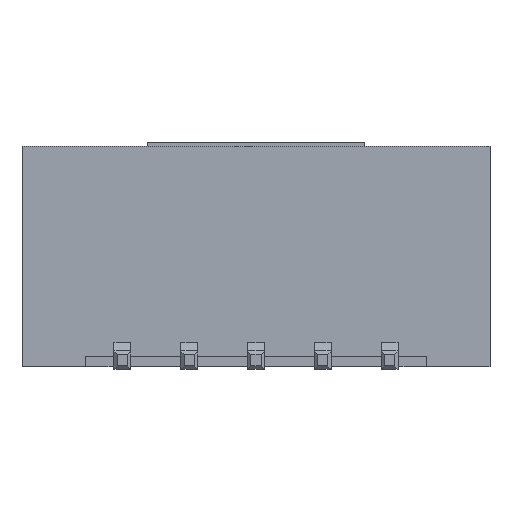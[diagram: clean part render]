
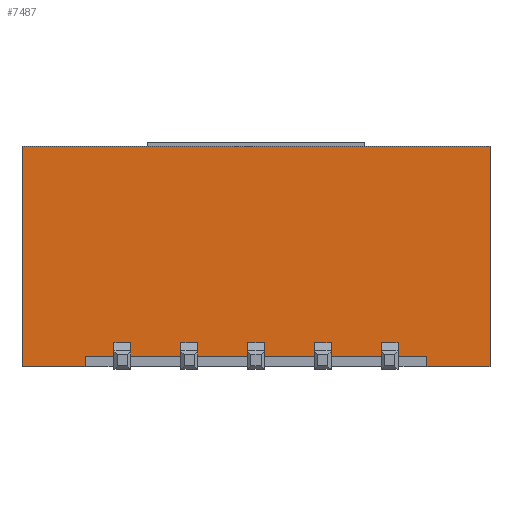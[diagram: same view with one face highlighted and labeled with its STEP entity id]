
A CAD part, front view. The second image highlights one B-rep face of the part: STEP entity #7487.
In plain terms, the highlighted face is planar.
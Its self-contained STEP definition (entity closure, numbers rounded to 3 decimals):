
#698=ORIENTED_EDGE('',*,*,#2057,.T.);
#699=ORIENTED_EDGE('',*,*,#2058,.T.);
#700=ORIENTED_EDGE('',*,*,#2059,.T.);
#701=ORIENTED_EDGE('',*,*,#2060,.T.);
#702=ORIENTED_EDGE('',*,*,#2061,.T.);
#703=ORIENTED_EDGE('',*,*,#2062,.T.);
#704=ORIENTED_EDGE('',*,*,#2063,.T.);
#705=ORIENTED_EDGE('',*,*,#2064,.T.);
#706=ORIENTED_EDGE('',*,*,#2065,.T.);
#707=ORIENTED_EDGE('',*,*,#2066,.T.);
#708=ORIENTED_EDGE('',*,*,#2067,.T.);
#709=ORIENTED_EDGE('',*,*,#2068,.T.);
#710=ORIENTED_EDGE('',*,*,#2069,.T.);
#711=ORIENTED_EDGE('',*,*,#2070,.T.);
#712=ORIENTED_EDGE('',*,*,#2071,.T.);
#713=ORIENTED_EDGE('',*,*,#2072,.T.);
#714=ORIENTED_EDGE('',*,*,#2073,.T.);
#715=ORIENTED_EDGE('',*,*,#2074,.T.);
#716=ORIENTED_EDGE('',*,*,#2075,.T.);
#717=ORIENTED_EDGE('',*,*,#2076,.T.);
#718=ORIENTED_EDGE('',*,*,#2053,.T.);
#719=ORIENTED_EDGE('',*,*,#1915,.T.);
#720=ORIENTED_EDGE('',*,*,#2047,.T.);
#721=ORIENTED_EDGE('',*,*,#2035,.F.);
#722=ORIENTED_EDGE('',*,*,#2026,.F.);
#723=ORIENTED_EDGE('',*,*,#2011,.T.);
#724=ORIENTED_EDGE('',*,*,#2048,.T.);
#725=ORIENTED_EDGE('',*,*,#1902,.F.);
#1902=EDGE_CURVE('',#2648,#2647,#3213,.T.);
#1915=EDGE_CURVE('',#2657,#2656,#3226,.T.);
#2011=EDGE_CURVE('',#2722,#2721,#3322,.T.);
#2026=EDGE_CURVE('',#2722,#2728,#3337,.T.);
#2035=EDGE_CURVE('',#2728,#2733,#3346,.T.);
#2047=EDGE_CURVE('',#2656,#2733,#3358,.T.);
#2048=EDGE_CURVE('',#2721,#2647,#3359,.T.);
#2053=EDGE_CURVE('',#2738,#2657,#3364,.T.);
#2057=EDGE_CURVE('',#2648,#2739,#3368,.T.);
#2058=EDGE_CURVE('',#2739,#2740,#3369,.T.);
#2059=EDGE_CURVE('',#2740,#2741,#3370,.T.);
#2060=EDGE_CURVE('',#2741,#2742,#3371,.T.);
#2061=EDGE_CURVE('',#2742,#2743,#3372,.T.);
#2062=EDGE_CURVE('',#2743,#2744,#3373,.T.);
#2063=EDGE_CURVE('',#2744,#2745,#3374,.T.);
#2064=EDGE_CURVE('',#2745,#2746,#3375,.T.);
#2065=EDGE_CURVE('',#2746,#2747,#3376,.T.);
#2066=EDGE_CURVE('',#2747,#2748,#3377,.T.);
#2067=EDGE_CURVE('',#2748,#2749,#3378,.T.);
#2068=EDGE_CURVE('',#2749,#2750,#3379,.T.);
#2069=EDGE_CURVE('',#2750,#2751,#3380,.T.);
#2070=EDGE_CURVE('',#2751,#2752,#3381,.T.);
#2071=EDGE_CURVE('',#2752,#2753,#3382,.T.);
#2072=EDGE_CURVE('',#2753,#2754,#3383,.T.);
#2073=EDGE_CURVE('',#2754,#2755,#3384,.T.);
#2074=EDGE_CURVE('',#2755,#2756,#3385,.T.);
#2075=EDGE_CURVE('',#2756,#2757,#3386,.T.);
#2076=EDGE_CURVE('',#2757,#2738,#3387,.T.);
#2647=VERTEX_POINT('',#9864);
#2648=VERTEX_POINT('',#9866);
#2656=VERTEX_POINT('',#9892);
#2657=VERTEX_POINT('',#9894);
#2721=VERTEX_POINT('',#10080);
#2722=VERTEX_POINT('',#10082);
#2728=VERTEX_POINT('',#10108);
#2733=VERTEX_POINT('',#10124);
#2738=VERTEX_POINT('',#10153);
#2739=VERTEX_POINT('',#10164);
#2740=VERTEX_POINT('',#10166);
#2741=VERTEX_POINT('',#10168);
#2742=VERTEX_POINT('',#10170);
#2743=VERTEX_POINT('',#10172);
#2744=VERTEX_POINT('',#10174);
#2745=VERTEX_POINT('',#10176);
#2746=VERTEX_POINT('',#10178);
#2747=VERTEX_POINT('',#10180);
#2748=VERTEX_POINT('',#10182);
#2749=VERTEX_POINT('',#10184);
#2750=VERTEX_POINT('',#10186);
#2751=VERTEX_POINT('',#10188);
#2752=VERTEX_POINT('',#10190);
#2753=VERTEX_POINT('',#10192);
#2754=VERTEX_POINT('',#10194);
#2755=VERTEX_POINT('',#10196);
#2756=VERTEX_POINT('',#10198);
#2757=VERTEX_POINT('',#10200);
#3213=LINE('',#9867,#3996);
#3226=LINE('',#9893,#4009);
#3322=LINE('',#10081,#4105);
#3337=LINE('',#10107,#4120);
#3346=LINE('',#10123,#4129);
#3358=LINE('',#10145,#4141);
#3359=LINE('',#10146,#4142);
#3364=LINE('',#10154,#4147);
#3368=LINE('',#10163,#4151);
#3369=LINE('',#10165,#4152);
#3370=LINE('',#10167,#4153);
#3371=LINE('',#10169,#4154);
#3372=LINE('',#10171,#4155);
#3373=LINE('',#10173,#4156);
#3374=LINE('',#10175,#4157);
#3375=LINE('',#10177,#4158);
#3376=LINE('',#10179,#4159);
#3377=LINE('',#10181,#4160);
#3378=LINE('',#10183,#4161);
#3379=LINE('',#10185,#4162);
#3380=LINE('',#10187,#4163);
#3381=LINE('',#10189,#4164);
#3382=LINE('',#10191,#4165);
#3383=LINE('',#10193,#4166);
#3384=LINE('',#10195,#4167);
#3385=LINE('',#10197,#4168);
#3386=LINE('',#10199,#4169);
#3387=LINE('',#10201,#4170);
#3996=VECTOR('',#8345,1000.);
#4009=VECTOR('',#8368,1000.);
#4105=VECTOR('',#8518,1000.);
#4120=VECTOR('',#8543,1000.);
#4129=VECTOR('',#8556,1000.);
#4141=VECTOR('',#8578,1000.);
#4142=VECTOR('',#8579,1000.);
#4147=VECTOR('',#8588,1000.);
#4151=VECTOR('',#8602,1000.);
#4152=VECTOR('',#8603,1000.);
#4153=VECTOR('',#8604,1000.);
#4154=VECTOR('',#8605,1000.);
#4155=VECTOR('',#8606,1000.);
#4156=VECTOR('',#8607,1000.);
#4157=VECTOR('',#8608,1000.);
#4158=VECTOR('',#8609,1000.);
#4159=VECTOR('',#8610,1000.);
#4160=VECTOR('',#8611,1000.);
#4161=VECTOR('',#8612,1000.);
#4162=VECTOR('',#8613,1000.);
#4163=VECTOR('',#8614,1000.);
#4164=VECTOR('',#8615,1000.);
#4165=VECTOR('',#8616,1000.);
#4166=VECTOR('',#8617,1000.);
#4167=VECTOR('',#8618,1000.);
#4168=VECTOR('',#8619,1000.);
#4169=VECTOR('',#8620,1000.);
#4170=VECTOR('',#8621,1000.);
#4648=EDGE_LOOP('',(#698,#699,#700,#701,#702,#703,#704,#705,#706,#707,#708,
#709,#710,#711,#712,#713,#714,#715,#716,#717,#718,#719,#720,#721,#722,#723,
#724,#725));
#4937=FACE_BOUND('',#4648,.T.);
#5221=PLANE('',#7778);
#7487=ADVANCED_FACE('',(#4937),#5221,.T.);
#7778=AXIS2_PLACEMENT_3D('',#10162,#8600,#8601);
#8345=DIRECTION('',(0.,0.,-1.));
#8368=DIRECTION('',(0.,0.,-1.));
#8518=DIRECTION('',(0.,0.,-1.));
#8543=DIRECTION('',(-1.,0.,0.));
#8556=DIRECTION('',(0.,0.,-1.));
#8578=DIRECTION('',(-1.,0.,0.));
#8579=DIRECTION('',(-1.,0.,0.));
#8588=DIRECTION('',(-1.,0.,0.));
#8600=DIRECTION('',(0.,1.,0.));
#8601=DIRECTION('',(0.,0.,1.));
#8602=DIRECTION('',(-1.,0.,0.));
#8603=DIRECTION('',(0.,0.,1.));
#8604=DIRECTION('',(-1.,0.,0.));
#8605=DIRECTION('',(0.,0.,-1.));
#8606=DIRECTION('',(-1.,0.,0.));
#8607=DIRECTION('',(0.,0.,1.));
#8608=DIRECTION('',(-1.,0.,0.));
#8609=DIRECTION('',(0.,0.,-1.));
#8610=DIRECTION('',(-1.,0.,0.));
#8611=DIRECTION('',(0.,0.,1.));
#8612=DIRECTION('',(-1.,0.,0.));
#8613=DIRECTION('',(0.,0.,-1.));
#8614=DIRECTION('',(-1.,0.,0.));
#8615=DIRECTION('',(0.,0.,1.));
#8616=DIRECTION('',(-1.,0.,0.));
#8617=DIRECTION('',(0.,0.,-1.));
#8618=DIRECTION('',(-1.,0.,0.));
#8619=DIRECTION('',(0.,0.,1.));
#8620=DIRECTION('',(-1.,0.,0.));
#8621=DIRECTION('',(0.,0.,-1.));
#9864=CARTESIAN_POINT('',(5.1,2.5,-3.3));
#9866=CARTESIAN_POINT('',(5.1,2.5,-3.));
#9867=CARTESIAN_POINT('',(5.1,2.5,-3.));
#9892=CARTESIAN_POINT('',(-5.1,2.5,-3.3));
#9893=CARTESIAN_POINT('',(-5.1,2.5,-3.));
#9894=CARTESIAN_POINT('',(-5.1,2.5,-3.));
#10080=CARTESIAN_POINT('',(7.,2.5,-3.3));
#10081=CARTESIAN_POINT('',(7.,2.5,3.3));
#10082=CARTESIAN_POINT('',(7.,2.5,3.3));
#10107=CARTESIAN_POINT('',(7.,2.5,3.3));
#10108=CARTESIAN_POINT('',(-7.,2.5,3.3));
#10123=CARTESIAN_POINT('',(-7.,2.5,3.3));
#10124=CARTESIAN_POINT('',(-7.,2.5,-3.3));
#10145=CARTESIAN_POINT('',(7.,2.5,-3.3));
#10146=CARTESIAN_POINT('',(7.,2.5,-3.3));
#10153=CARTESIAN_POINT('',(-4.25,2.5,-3.));
#10154=CARTESIAN_POINT('',(5.1,2.5,-3.));
#10162=CARTESIAN_POINT('',(7.,2.5,3.3));
#10163=CARTESIAN_POINT('',(5.1,2.5,-3.));
#10164=CARTESIAN_POINT('',(4.25,2.5,-3.));
#10165=CARTESIAN_POINT('',(4.25,2.5,-3.));
#10166=CARTESIAN_POINT('',(4.25,2.5,-2.58));
#10167=CARTESIAN_POINT('',(4.25,2.5,-2.58));
#10168=CARTESIAN_POINT('',(3.75,2.5,-2.58));
#10169=CARTESIAN_POINT('',(3.75,2.5,-2.58));
#10170=CARTESIAN_POINT('',(3.75,2.5,-3.));
#10171=CARTESIAN_POINT('',(5.1,2.5,-3.));
#10172=CARTESIAN_POINT('',(2.25,2.5,-3.));
#10173=CARTESIAN_POINT('',(2.25,2.5,-3.));
#10174=CARTESIAN_POINT('',(2.25,2.5,-2.58));
#10175=CARTESIAN_POINT('',(2.25,2.5,-2.58));
#10176=CARTESIAN_POINT('',(1.75,2.5,-2.58));
#10177=CARTESIAN_POINT('',(1.75,2.5,-2.58));
#10178=CARTESIAN_POINT('',(1.75,2.5,-3.));
#10179=CARTESIAN_POINT('',(5.1,2.5,-3.));
#10180=CARTESIAN_POINT('',(0.25,2.5,-3.));
#10181=CARTESIAN_POINT('',(0.25,2.5,-3.));
#10182=CARTESIAN_POINT('',(0.25,2.5,-2.58));
#10183=CARTESIAN_POINT('',(0.25,2.5,-2.58));
#10184=CARTESIAN_POINT('',(-0.25,2.5,-2.58));
#10185=CARTESIAN_POINT('',(-0.25,2.5,-2.58));
#10186=CARTESIAN_POINT('',(-0.25,2.5,-3.));
#10187=CARTESIAN_POINT('',(5.1,2.5,-3.));
#10188=CARTESIAN_POINT('',(-1.75,2.5,-3.));
#10189=CARTESIAN_POINT('',(-1.75,2.5,-3.));
#10190=CARTESIAN_POINT('',(-1.75,2.5,-2.58));
#10191=CARTESIAN_POINT('',(-1.75,2.5,-2.58));
#10192=CARTESIAN_POINT('',(-2.25,2.5,-2.58));
#10193=CARTESIAN_POINT('',(-2.25,2.5,-2.58));
#10194=CARTESIAN_POINT('',(-2.25,2.5,-3.));
#10195=CARTESIAN_POINT('',(5.1,2.5,-3.));
#10196=CARTESIAN_POINT('',(-3.75,2.5,-3.));
#10197=CARTESIAN_POINT('',(-3.75,2.5,-3.));
#10198=CARTESIAN_POINT('',(-3.75,2.5,-2.58));
#10199=CARTESIAN_POINT('',(-3.75,2.5,-2.58));
#10200=CARTESIAN_POINT('',(-4.25,2.5,-2.58));
#10201=CARTESIAN_POINT('',(-4.25,2.5,-2.58));
